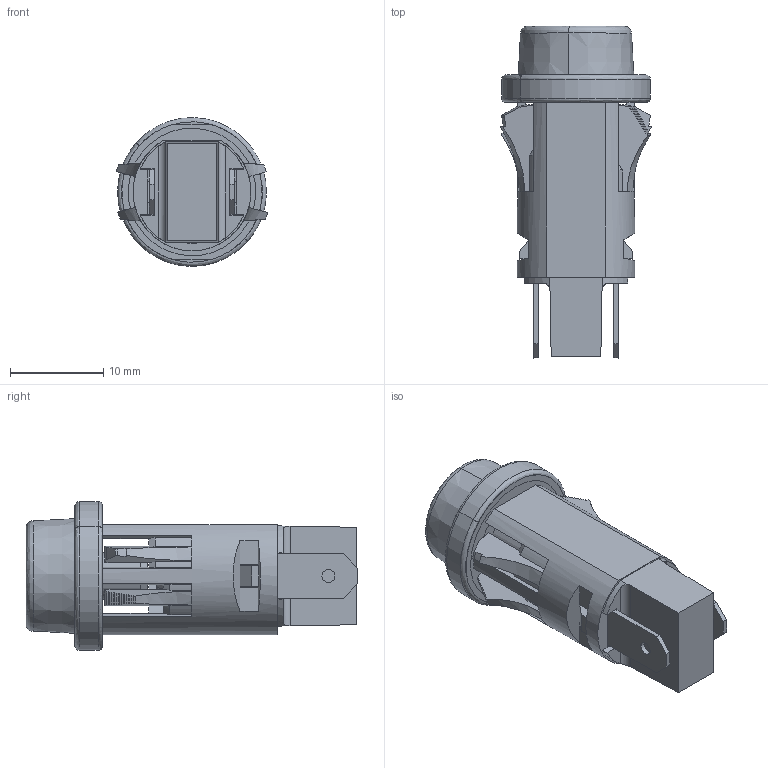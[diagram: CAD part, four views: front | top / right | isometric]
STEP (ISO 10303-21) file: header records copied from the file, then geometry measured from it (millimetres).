
FILE_DESCRIPTION (( 'STEP AP214' ), '1' );
FILE_NAME ('1092QCX-XXV.STEP', '2018-04-10T23:18:31', ( 'user' ), ( 'Microsoft' ), 'SwSTEP 2.0', 'SolidWorks 2016', '' );
FILE_SCHEMA (( 'AUTOMOTIVE_DESIGN' ));
Length unit declared in the file: millimetre
Products named in the file (12): tubing^1092QXX-XXV; Resistor 0.5W_resistor cut and bent; MR1291 & MR3671 - B11442_preformed for 1091; 5mm LED standard; MT4469T - C9470; MB0460x - B10033; D11733 - B4816_Clear; OW-00032; E53911-A; E14064-A - C8185; 1092QCX-XXV; MT3721-A9709
Assembly tree (13 placements, depth 2):
  1092QCX-XXV
    E14064-A - C8185
    E53911-A
    OW-00032
    D11733 - B4816_Clear
    MB0460x - B10033
    MT4469T - C9470  x2
    5mm LED standard
    MR1291 & MR3671 - B11442_preformed for 1091
    Resistor 0.5W_resistor cut and bent
    tubing^1092QXX-XXV
    MT3721-A9709  x2
Bounding box: 16.28 x 35.68 x 16 mm (x, y, z)
Volume: 1955.1 mm3; surface area: 5458.8 mm2
Topology: 16 solids, 16 shells, 512 faces, 1371 edges, 892 vertices
Faces by surface type: plane 253, cylinder 159, bspline 56, cone 44
Entity records: 31755 total; most frequent: CARTESIAN_POINT 19327, ORIENTED_EDGE 2494, DIRECTION 2417, EDGE_CURVE 1247, AXIS2_PLACEMENT_3D 859, VERTEX_POINT 812, VECTOR 699, LINE 699
